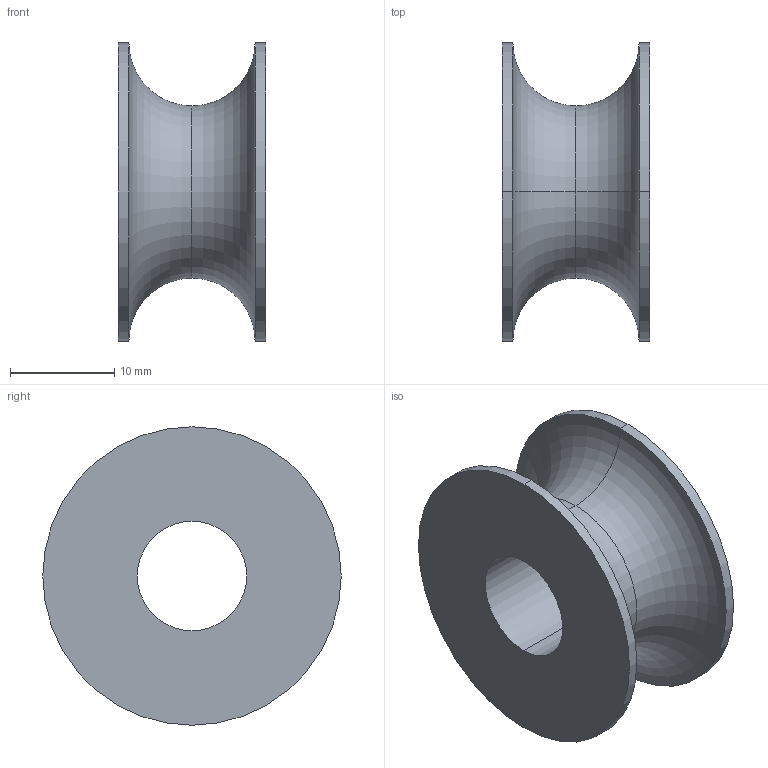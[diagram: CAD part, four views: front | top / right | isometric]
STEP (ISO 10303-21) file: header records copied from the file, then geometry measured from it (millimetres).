
FILE_DESCRIPTION (( 'STEP AP214' ), '1' );
FILE_NAME ('RD179102-RevA.STEP', '2021-12-10T12:01:02', ( '' ), ( '' ), 'SwSTEP 2.0', 'SolidWorks 2021', '' );
FILE_SCHEMA (( 'AUTOMOTIVE_DESIGN' ));
Length unit declared in the file: millimetre
Products named in the file (1): RD179102-RevA
Bounding box: 14.1 x 28.6 x 28.6 mm (x, y, z)
Volume: 3598.9 mm3; surface area: 3004.3 mm2
Topology: 1 solids, 1 shells, 12 faces, 24 edges, 14 vertices
Faces by surface type: cylinder 6, torus 4, plane 2
Entity records: 356 total; most frequent: DIRECTION 68, CARTESIAN_POINT 51, ORIENTED_EDGE 48, AXIS2_PLACEMENT_3D 31, EDGE_CURVE 24, CIRCLE 18, VERTEX_POINT 14, EDGE_LOOP 14
